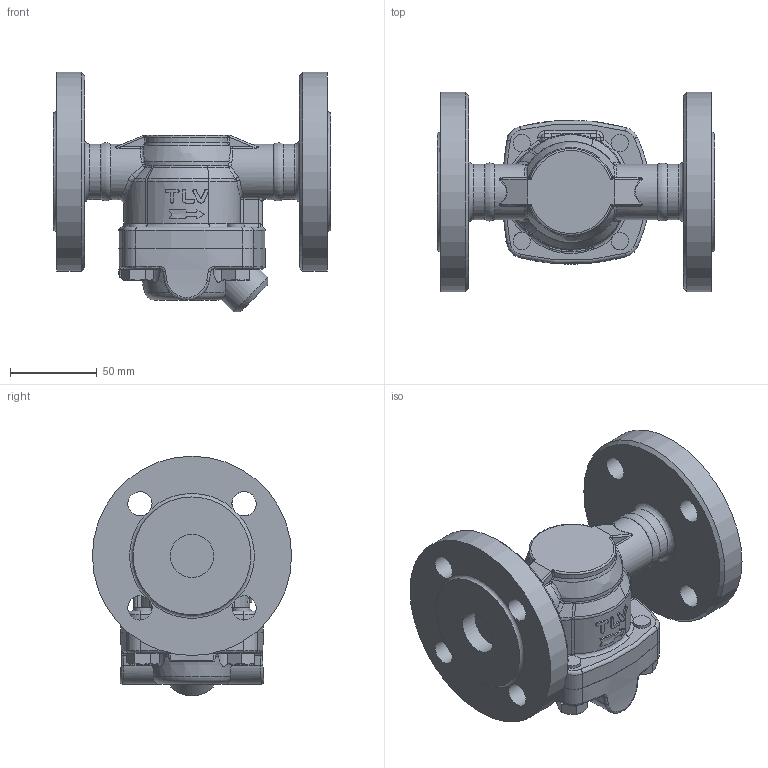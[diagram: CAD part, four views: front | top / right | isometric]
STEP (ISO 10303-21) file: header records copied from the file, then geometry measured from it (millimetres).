
FILE_DESCRIPTION((''),'2;1');
FILE_NAME('ss1nl-025-e0025-00.stp','2009-12-18T15:12:24',('nakaot'),(''),'Autodesk Inventor 2008','Autodesk Inventor 2008','');
FILE_SCHEMA(('AUTOMOTIVE_DESIGN { 1 0 10303 214 1 1 1 1 }'));
Length unit declared in the file: millimetre
Products named in the file (1): ss1nl-025-e0025-00
Bounding box: 160 x 115 x 138.27 mm (x, y, z)
Volume: 754509.1 mm3; surface area: 106171.5 mm2
Topology: 1 solids, 1 shells, 420 faces, 1055 edges, 631 vertices
Faces by surface type: bspline 175, cylinder 101, plane 93, cone 31, torus 14, sphere 6
Full cylindrical faces by diameter (mm): 10 x8, 25 x2, 28 x1, 32 x4, 115 x2
Entity records: 26693 total; most frequent: CARTESIAN_POINT 18091, ORIENTED_EDGE 1958, DIRECTION 1478, EDGE_CURVE 979, AXIS2_PLACEMENT_3D 629, VERTEX_POINT 608, EDGE_LOOP 491, FACE_OUTER_BOUND 420
